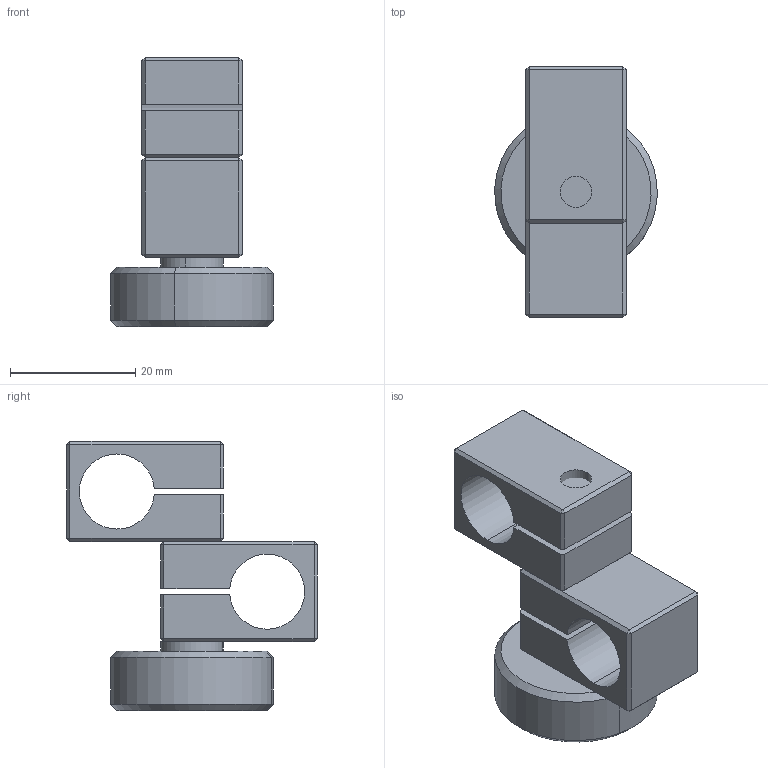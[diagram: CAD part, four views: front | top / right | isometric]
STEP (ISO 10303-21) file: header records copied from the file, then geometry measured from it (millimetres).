
FILE_DESCRIPTION (( 'STEP AP203' ), '1' );
FILE_NAME ('PHCP-2.step', '2019-05-09T09:05:57', ( '' ), ( '' ), 'SwSTEP 2.0', 'SolidWorks 2016', '' );
FILE_SCHEMA (( 'CONFIG_CONTROL_DESIGN' ));
Length unit declared in the file: millimetre
Products named in the file (1): PHCP-2
Bounding box: 25.97 x 40 x 43 mm (x, y, z)
Surface area: 7374.8 mm2 (no closed solid volume)
Topology: 0 solids, 6 shells, 125 faces, 542 edges, 421 vertices
Faces by surface type: plane 103, cylinder 14, cone 6, torus 2
Entity records: 5518 total; most frequent: CARTESIAN_POINT 1087, DIRECTION 854, ORIENTED_EDGE 780, EDGE_CURVE 540, VECTOR 478, LINE 478, VERTEX_POINT 421, AXIS2_PLACEMENT_3D 188
